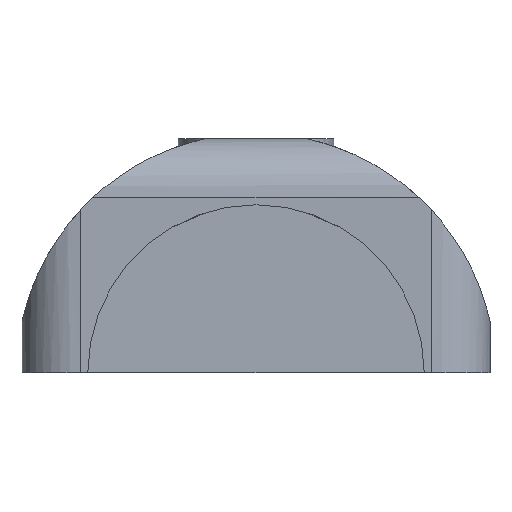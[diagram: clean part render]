
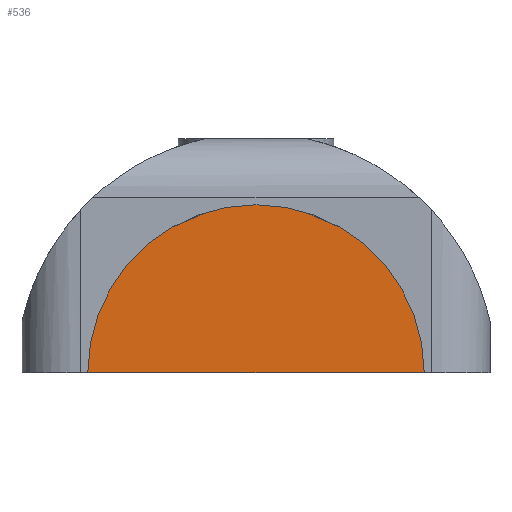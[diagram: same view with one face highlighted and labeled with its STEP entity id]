
A CAD part, left-side view. The second image highlights one B-rep face of the part: STEP entity #536.
In plain terms, the highlighted planar face has unit normal (-1, 0, 0).
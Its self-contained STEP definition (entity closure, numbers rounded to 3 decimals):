
#22=PLANE('',#598);
#56=FACE_OUTER_BOUND('',#85,.T.);
#85=EDGE_LOOP('',(#380,#381));
#125=LINE('',#964,#167);
#167=VECTOR('',#693,10.);
#191=CIRCLE('',#579,5.75);
#211=VERTEX_POINT('',#779);
#212=VERTEX_POINT('',#781);
#260=EDGE_CURVE('',#212,#211,#191,.T.);
#295=EDGE_CURVE('',#212,#211,#125,.T.);
#380=ORIENTED_EDGE('',*,*,#260,.T.);
#381=ORIENTED_EDGE('',*,*,#295,.F.);
#536=ADVANCED_FACE('',(#56),#22,.T.);
#579=AXIS2_PLACEMENT_3D('',#782,#635,#636);
#598=AXIS2_PLACEMENT_3D('',#963,#691,#692);
#635=DIRECTION('center_axis',(-1.,0.,0.));
#636=DIRECTION('ref_axis',(0.,0.,-1.));
#691=DIRECTION('center_axis',(-1.,0.,0.));
#692=DIRECTION('ref_axis',(0.,0.,1.));
#693=DIRECTION('',(0.,1.,0.));
#779=CARTESIAN_POINT('',(-10.,5.75,0.));
#781=CARTESIAN_POINT('',(-10.,-5.75,0.));
#782=CARTESIAN_POINT('Origin',(-10.,0.,0.));
#963=CARTESIAN_POINT('Origin',(-10.,0.,0.));
#964=CARTESIAN_POINT('',(-10.,0.204,0.));
